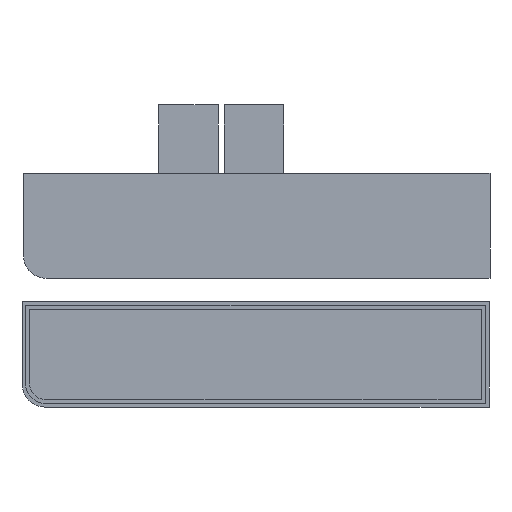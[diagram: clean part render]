
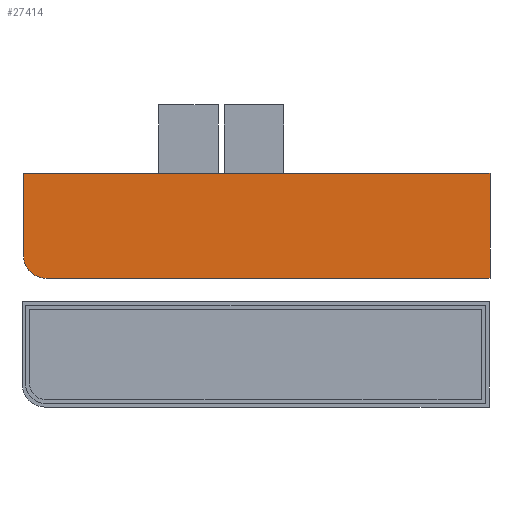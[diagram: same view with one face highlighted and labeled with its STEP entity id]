
A CAD part, front view. The second image highlights one B-rep face of the part: STEP entity #27414.
In plain terms, the highlighted planar face has unit normal (0, -1, 0).
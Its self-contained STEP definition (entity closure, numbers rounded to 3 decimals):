
#2455=PLANE('',#29062);
#3296=FACE_OUTER_BOUND('',#4893,.T.);
#4893=EDGE_LOOP('',(#19760,#19761,#19762,#19763,#19764));
#6416=LINE('',#34436,#9102);
#6789=LINE('',#35346,#9475);
#6790=LINE('',#35350,#9476);
#6791=LINE('',#35351,#9477);
#9102=VECTOR('',#29848,10.);
#9475=VECTOR('',#30707,10.);
#9476=VECTOR('',#30710,10.);
#9477=VECTOR('',#30711,10.);
#11820=CIRCLE('',#29063,11.4);
#11881=VERTEX_POINT('',#34434);
#11882=VERTEX_POINT('',#34435);
#12176=VERTEX_POINT('',#35345);
#12177=VERTEX_POINT('',#35347);
#12178=VERTEX_POINT('',#35349);
#14686=EDGE_CURVE('',#11881,#11882,#6416,.T.);
#15122=EDGE_CURVE('',#11882,#12176,#6789,.T.);
#15123=EDGE_CURVE('',#12177,#11881,#11820,.T.);
#15124=EDGE_CURVE('',#12178,#12177,#6790,.T.);
#15125=EDGE_CURVE('',#12176,#12178,#6791,.T.);
#19760=ORIENTED_EDGE('',*,*,#15122,.F.);
#19761=ORIENTED_EDGE('',*,*,#14686,.F.);
#19762=ORIENTED_EDGE('',*,*,#15123,.F.);
#19763=ORIENTED_EDGE('',*,*,#15124,.F.);
#19764=ORIENTED_EDGE('',*,*,#15125,.F.);
#27414=ADVANCED_FACE('',(#3296),#2455,.F.);
#29062=AXIS2_PLACEMENT_3D('',#35344,#30705,#30706);
#29063=AXIS2_PLACEMENT_3D('',#35348,#30708,#30709);
#29848=DIRECTION('',(0.,0.,1.));
#30705=DIRECTION('center_axis',(0.,1.,0.));
#30706=DIRECTION('ref_axis',(1.,0.,0.));
#30707=DIRECTION('',(1.,0.,0.));
#30708=DIRECTION('center_axis',(0.,1.,0.));
#30709=DIRECTION('ref_axis',(0.,0.,-1.));
#30710=DIRECTION('',(-1.,0.,0.));
#30711=DIRECTION('',(0.,0.,-1.));
#34434=CARTESIAN_POINT('',(-104.837,-1.,-12.341));
#34435=CARTESIAN_POINT('',(-104.837,-1.,29.059));
#34436=CARTESIAN_POINT('',(-104.837,-1.,-2.348));
#35344=CARTESIAN_POINT('Origin',(12.584,-1.,2.659));
#35345=CARTESIAN_POINT('',(130.006,-1.,29.059));
#35346=CARTESIAN_POINT('',(-31.315,-1.,29.059));
#35347=CARTESIAN_POINT('',(-93.437,-1.,-23.741));
#35348=CARTESIAN_POINT('Origin',(-93.437,-1.,-12.341));
#35349=CARTESIAN_POINT('',(130.006,-1.,-23.741));
#35350=CARTESIAN_POINT('',(-40.427,-1.,-23.741));
#35351=CARTESIAN_POINT('',(130.006,-1.,-10.541));
